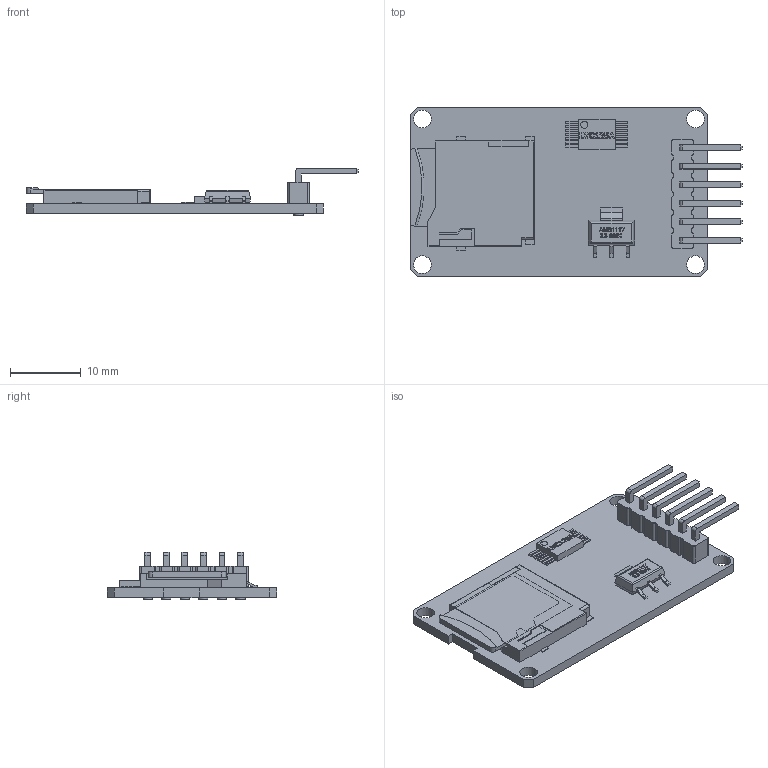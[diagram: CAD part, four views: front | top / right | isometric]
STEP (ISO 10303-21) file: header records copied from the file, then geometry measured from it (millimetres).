
FILE_DESCRIPTION(/* description */ (''),/* implementation_level */ '2;1');
FILE_NAME(/* name */ 'MicroSD Reader Assembly v1.step',/* time_stamp */ '2023-09-28T23:14:56-04:00',/* author */ (''),/* organization */ (''),/* preprocessor_version */ 'ST-DEVELOPER v20',/* originating_system */ 'Autodesk Translation Framework v12.14.0.127',/* authorisation */ '');
FILE_SCHEMA (('AUTOMOTIVE_DESIGN { 1 0 10303 214 3 1 1 }'));
Length unit declared in the file: millimetre
Products named in the file (4): MicroSD Reader Assembly; sdreader; AMS1117; card sd
Assembly tree (3 placements, depth 2):
  MicroSD Reader Assembly
    sdreader
    AMS1117
    card sd
Bounding box: 46.9 x 24 x 6.7 mm (x, y, z)
Volume: 2009.7 mm3; surface area: 3392.6 mm2
Topology: 3 solids, 3 shells, 510 faces, 1549 edges, 1093 vertices
Faces by surface type: plane 396, cylinder 74, bspline 38, torus 1, cone 1
Full cylindrical faces by diameter (mm): 1 x1, 1.3 x6, 2.5 x4
Entity records: 18850 total; most frequent: CARTESIAN_POINT 4855, ORIENTED_EDGE 3098, DIRECTION 2438, EDGE_CURVE 1549, LINE 1192, VECTOR 1192, VERTEX_POINT 1093, AXIS2_PLACEMENT_3D 623
